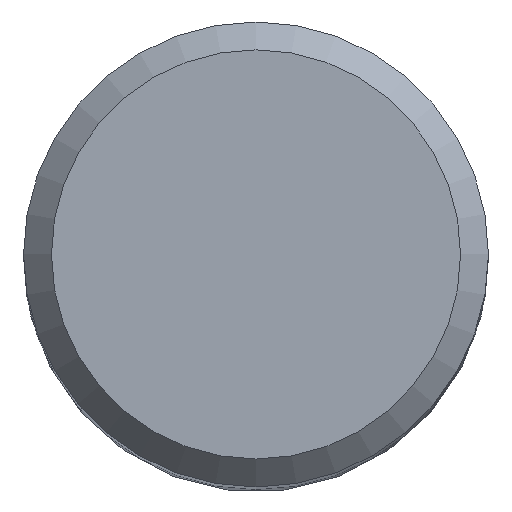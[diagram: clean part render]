
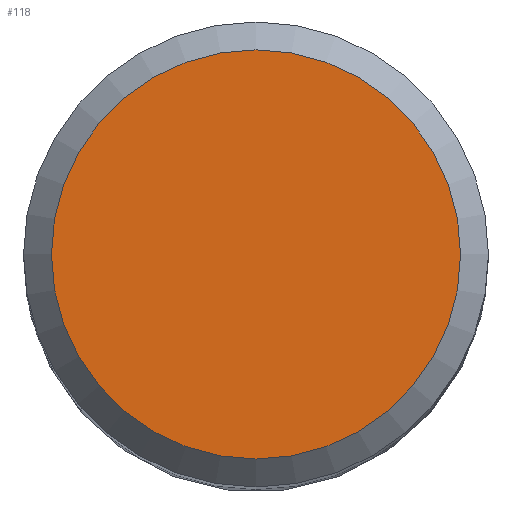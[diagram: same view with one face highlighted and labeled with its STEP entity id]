
A CAD part, top view. The second image highlights one B-rep face of the part: STEP entity #118.
In plain terms, the highlighted planar face has unit normal (0, 0, 1).
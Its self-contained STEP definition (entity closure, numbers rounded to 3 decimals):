
#109=PLANE('',#298);
#113=FACE_OUTER_BOUND('',#147,.T.);
#118=ADVANCED_FACE('',(#113),#109,.T.);
#147=EDGE_LOOP('',(#165));
#165=ORIENTED_EDGE('',*,*,#192,.T.);
#183=VERTEX_POINT('',#400);
#192=EDGE_CURVE('',#183,#183,#201,.T.);
#201=CIRCLE('',#297,10.998);
#297=AXIS2_PLACEMENT_3D('',#399,#337,#338);
#298=AXIS2_PLACEMENT_3D('',#401,#339,#340);
#337=DIRECTION('',(0.,0.,1.));
#338=DIRECTION('',(0.,1.,0.));
#339=DIRECTION('',(0.,0.,1.));
#340=DIRECTION('',(0.,1.,0.));
#399=CARTESIAN_POINT('',(0.,0.,0.));
#400=CARTESIAN_POINT('',(0.,10.998,0.));
#401=CARTESIAN_POINT('',(0.,0.,0.));
